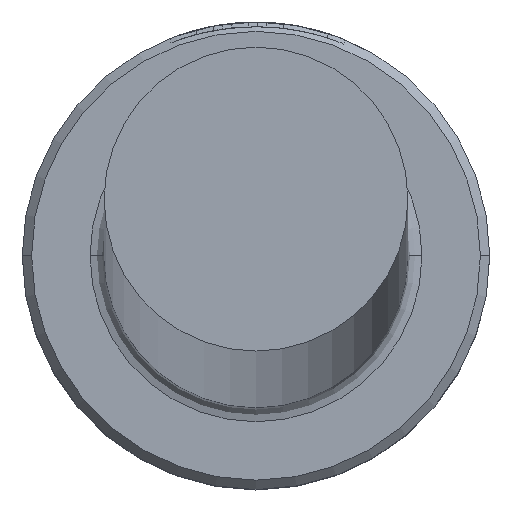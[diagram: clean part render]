
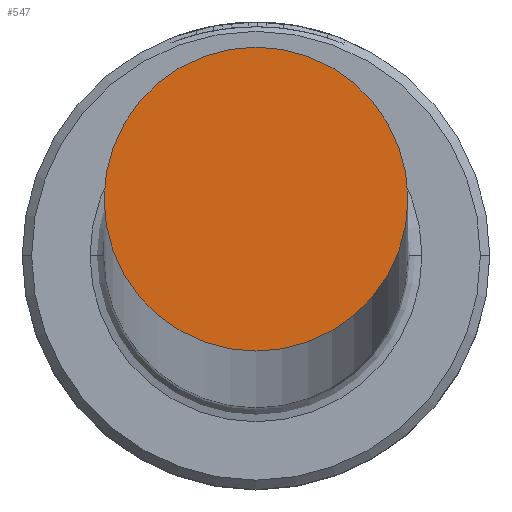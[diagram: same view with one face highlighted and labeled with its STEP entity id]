
A CAD part, top view. The second image highlights one B-rep face of the part: STEP entity #547.
In plain terms, the highlighted planar face has unit normal (0, 0, 1).
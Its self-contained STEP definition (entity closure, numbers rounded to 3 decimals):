
#6 = DIRECTION ( 'NONE',  ( 1., 0., 0. ) ) ;
#105 = CIRCLE ( 'NONE', #140, 3.25 ) ;
#140 = AXIS2_PLACEMENT_3D ( 'NONE', #768, #761, #755 ) ;
#212 = CARTESIAN_POINT ( 'NONE',  ( 0., 0., 700. ) ) ;
#257 = EDGE_CURVE ( 'NONE', #859, #1151, #105, .T. ) ;
#311 = DIRECTION ( 'NONE',  ( 0., 0., 1. ) ) ;
#325 = EDGE_CURVE ( 'NONE', #1151, #859, #851, .T. ) ;
#341 = EDGE_LOOP ( 'NONE', ( #565, #662 ) ) ;
#473 = AXIS2_PLACEMENT_3D ( 'NONE', #212, #311, #6 ) ;
#543 = FACE_OUTER_BOUND ( 'NONE', #341, .T. ) ;
#547 = ADVANCED_FACE ( 'NONE', ( #543 ), #634, .T. ) ;
#556 = DIRECTION ( 'NONE',  ( 1., 0., 0. ) ) ;
#565 = ORIENTED_EDGE ( 'NONE', *, *, #257, .T. ) ;
#634 = PLANE ( 'NONE',  #1093 ) ;
#662 = ORIENTED_EDGE ( 'NONE', *, *, #325, .T. ) ;
#755 = DIRECTION ( 'NONE',  ( 1., 0., 0. ) ) ;
#761 = DIRECTION ( 'NONE',  ( 0., 0., 1. ) ) ;
#768 = CARTESIAN_POINT ( 'NONE',  ( 0., 0., 700. ) ) ;
#776 = CARTESIAN_POINT ( 'NONE',  ( -3.25, 0., 700. ) ) ;
#805 = CARTESIAN_POINT ( 'NONE',  ( 0., 0., 700. ) ) ;
#851 = CIRCLE ( 'NONE', #473, 3.25 ) ;
#859 = VERTEX_POINT ( 'NONE', #776 ) ;
#1056 = DIRECTION ( 'NONE',  ( 0., 0., 1. ) ) ;
#1084 = CARTESIAN_POINT ( 'NONE',  ( 3.25, 0., 700. ) ) ;
#1093 = AXIS2_PLACEMENT_3D ( 'NONE', #805, #1056, #556 ) ;
#1151 = VERTEX_POINT ( 'NONE', #1084 ) ;
